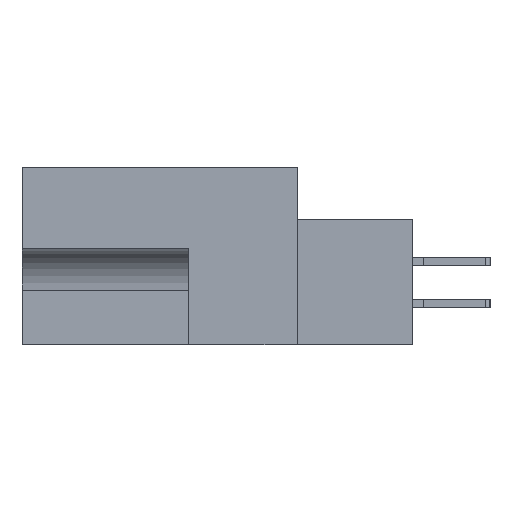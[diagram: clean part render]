
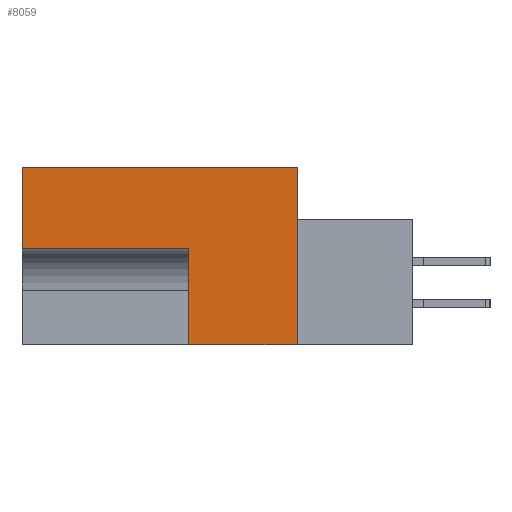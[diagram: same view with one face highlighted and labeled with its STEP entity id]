
A CAD part, left-side view. The second image highlights one B-rep face of the part: STEP entity #8059.
In plain terms, the highlighted planar face has unit normal (-1, 0, 0).
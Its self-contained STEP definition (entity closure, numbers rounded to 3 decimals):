
#485 = EDGE_CURVE ( 'NONE', #36941, #35058, #37404, .T. ) ;
#1498 = ORIENTED_EDGE ( 'NONE', *, *, #27048, .F. ) ;
#1800 = CARTESIAN_POINT ( 'NONE',  ( 0., 20.955, 0. ) ) ;
#2236 = VECTOR ( 'NONE', #25681, 1000. ) ;
#3154 = CARTESIAN_POINT ( 'NONE',  ( 0., 11.506, 0. ) ) ;
#4442 = ORIENTED_EDGE ( 'NONE', *, *, #485, .F. ) ;
#5046 = LINE ( 'NONE', #37640, #9969 ) ;
#6017 = DIRECTION ( 'NONE',  ( 0., 1., 0. ) ) ;
#6530 = CARTESIAN_POINT ( 'NONE',  ( 0., 8.255, -13.487 ) ) ;
#6728 = CARTESIAN_POINT ( 'NONE',  ( 0., 0., 0. ) ) ;
#7240 = DIRECTION ( 'NONE',  ( 0., 0., 1. ) ) ;
#7272 = CARTESIAN_POINT ( 'NONE',  ( 0., 20.955, -6.172 ) ) ;
#8059 = ADVANCED_FACE ( 'NONE', ( #26371 ), #28318, .F. ) ;
#8635 = LINE ( 'NONE', #10393, #2236 ) ;
#9467 = VECTOR ( 'NONE', #35075, 1000. ) ;
#9969 = VECTOR ( 'NONE', #6017, 1000. ) ;
#10115 = CARTESIAN_POINT ( 'NONE',  ( 0., 8.255, -13.487 ) ) ;
#10393 = CARTESIAN_POINT ( 'NONE',  ( 0., 20.955, -13.487 ) ) ;
#10820 = VECTOR ( 'NONE', #25165, 1000. ) ;
#11276 = VECTOR ( 'NONE', #33644, 1000. ) ;
#11438 = LINE ( 'NONE', #13075, #9467 ) ;
#12753 = ORIENTED_EDGE ( 'NONE', *, *, #18479, .F. ) ;
#13075 = CARTESIAN_POINT ( 'NONE',  ( 0., -8.814, -13.487 ) ) ;
#14272 = ORIENTED_EDGE ( 'NONE', *, *, #36085, .F. ) ;
#14595 = VERTEX_POINT ( 'NONE', #1800 ) ;
#14772 = ORIENTED_EDGE ( 'NONE', *, *, #28991, .F. ) ;
#14804 = VERTEX_POINT ( 'NONE', #7272 ) ;
#16334 = DIRECTION ( 'NONE',  ( 1., 0., 0. ) ) ;
#16739 = CARTESIAN_POINT ( 'NONE',  ( 0., 8.255, -6.172 ) ) ;
#17759 = CARTESIAN_POINT ( 'NONE',  ( 0., 0., -13.487 ) ) ;
#18479 = EDGE_CURVE ( 'NONE', #35058, #38825, #11438, .T. ) ;
#20051 = CARTESIAN_POINT ( 'NONE',  ( 0., 0., 0. ) ) ;
#20622 = CARTESIAN_POINT ( 'NONE',  ( 0., 0., 0. ) ) ;
#20749 = AXIS2_PLACEMENT_3D ( 'NONE', #6728, #16334, #28710 ) ;
#25165 = DIRECTION ( 'NONE',  ( 0., -1., 0. ) ) ;
#25681 = DIRECTION ( 'NONE',  ( 0., 0., 1. ) ) ;
#26371 = FACE_OUTER_BOUND ( 'NONE', #26645, .T. ) ;
#26645 = EDGE_LOOP ( 'NONE', ( #12753, #4442, #14772, #34891, #14272, #1498 ) ) ;
#27048 = EDGE_CURVE ( 'NONE', #38825, #34276, #39507, .T. ) ;
#28318 = PLANE ( 'NONE',  #20749 ) ;
#28710 = DIRECTION ( 'NONE',  ( 0., 0., -1. ) ) ;
#28991 = EDGE_CURVE ( 'NONE', #14595, #36941, #29545, .T. ) ;
#29545 = LINE ( 'NONE', #3154, #10820 ) ;
#33605 = VECTOR ( 'NONE', #7240, 1000. ) ;
#33644 = DIRECTION ( 'NONE',  ( 0., 0., -1. ) ) ;
#34210 = EDGE_CURVE ( 'NONE', #14804, #14595, #8635, .T. ) ;
#34276 = VERTEX_POINT ( 'NONE', #16739 ) ;
#34891 = ORIENTED_EDGE ( 'NONE', *, *, #34210, .F. ) ;
#35058 = VERTEX_POINT ( 'NONE', #17759 ) ;
#35075 = DIRECTION ( 'NONE',  ( 0., 1., 0. ) ) ;
#36085 = EDGE_CURVE ( 'NONE', #34276, #14804, #5046, .T. ) ;
#36941 = VERTEX_POINT ( 'NONE', #20051 ) ;
#37404 = LINE ( 'NONE', #20622, #11276 ) ;
#37640 = CARTESIAN_POINT ( 'NONE',  ( 0., 8.255, -6.172 ) ) ;
#38825 = VERTEX_POINT ( 'NONE', #6530 ) ;
#39507 = LINE ( 'NONE', #10115, #33605 ) ;
